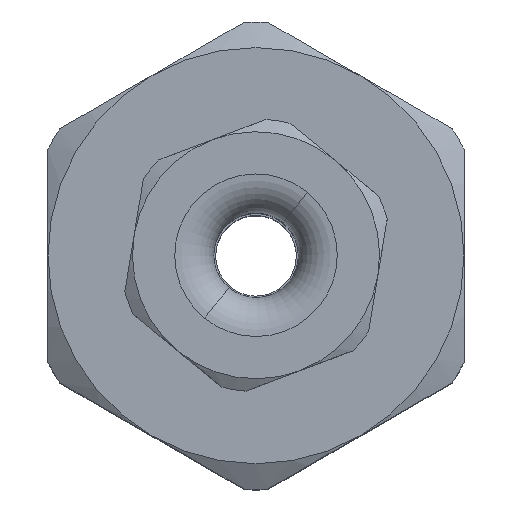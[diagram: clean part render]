
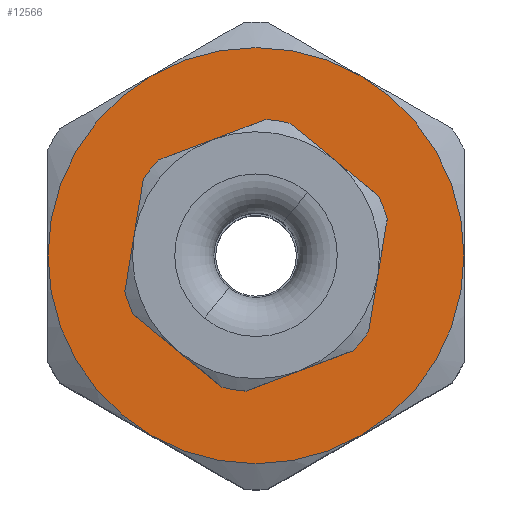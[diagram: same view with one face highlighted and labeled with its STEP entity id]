
A CAD part, top view. The second image highlights one B-rep face of the part: STEP entity #12566.
In plain terms, the highlighted planar face has unit normal (0, 0, 1).
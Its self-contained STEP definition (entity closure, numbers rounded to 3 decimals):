
#638 = CARTESIAN_POINT ( 'NONE',  ( 0., 0., 44. ) ) ;
#1157 = FACE_BOUND ( 'NONE', #32509, .T. ) ;
#1186 = VERTEX_POINT ( 'NONE', #20160 ) ;
#1249 = DIRECTION ( 'NONE',  ( 1., 0., 0. ) ) ;
#2112 = DIRECTION ( 'NONE',  ( 0., 0., 1. ) ) ;
#2135 = DIRECTION ( 'NONE',  ( 0., 0., -1. ) ) ;
#2773 = ORIENTED_EDGE ( 'NONE', *, *, #34649, .T. ) ;
#3920 = CARTESIAN_POINT ( 'NONE',  ( 0., 0., 44. ) ) ;
#4850 = CIRCLE ( 'NONE', #46001, 16. ) ;
#5877 = AXIS2_PLACEMENT_3D ( 'NONE', #24416, #37918, #11519 ) ;
#6902 = CIRCLE ( 'NONE', #10713, 16. ) ;
#7931 = ORIENTED_EDGE ( 'NONE', *, *, #58089, .T. ) ;
#9078 = CARTESIAN_POINT ( 'NONE',  ( -7.5, 0., 44. ) ) ;
#9610 = EDGE_CURVE ( 'NONE', #24403, #10269, #4850, .T. ) ;
#10213 = VERTEX_POINT ( 'NONE', #54564 ) ;
#10269 = VERTEX_POINT ( 'NONE', #40473 ) ;
#10586 = ORIENTED_EDGE ( 'NONE', *, *, #9610, .T. ) ;
#10713 = AXIS2_PLACEMENT_3D ( 'NONE', #638, #33280, #33853 ) ;
#10836 = DIRECTION ( 'NONE',  ( 1., 0., 0. ) ) ;
#10899 = DIRECTION ( 'NONE',  ( 1., 0., 0. ) ) ;
#11519 = DIRECTION ( 'NONE',  ( 1., 0., 0. ) ) ;
#11954 = EDGE_CURVE ( 'NONE', #58516, #52813, #41293, .T. ) ;
#12566 = ADVANCED_FACE ( 'NONE', ( #1157, #27819 ), #42778, .T. ) ;
#15382 = CARTESIAN_POINT ( 'NONE',  ( 0., 0., 44. ) ) ;
#16508 = ORIENTED_EDGE ( 'NONE', *, *, #22613, .T. ) ;
#17253 = CIRCLE ( 'NONE', #25861, 7.5 ) ;
#17718 = CIRCLE ( 'NONE', #31111, 16. ) ;
#19225 = EDGE_CURVE ( 'NONE', #10213, #24403, #17718, .T. ) ;
#20160 = CARTESIAN_POINT ( 'NONE',  ( 7.5, 0., 44. ) ) ;
#21410 = EDGE_CURVE ( 'NONE', #22645, #58516, #30548, .T. ) ;
#22613 = EDGE_CURVE ( 'NONE', #52813, #10213, #28068, .T. ) ;
#22645 = VERTEX_POINT ( 'NONE', #56934 ) ;
#23289 = DIRECTION ( 'NONE',  ( 1., 0., 0. ) ) ;
#24403 = VERTEX_POINT ( 'NONE', #32772 ) ;
#24416 = CARTESIAN_POINT ( 'NONE',  ( 0., 0., 44. ) ) ;
#24608 = CARTESIAN_POINT ( 'NONE',  ( 0., 0., 44. ) ) ;
#25150 = DIRECTION ( 'NONE',  ( 0., 0., 1. ) ) ;
#25861 = AXIS2_PLACEMENT_3D ( 'NONE', #24608, #2135, #10836 ) ;
#26040 = CARTESIAN_POINT ( 'NONE',  ( 0., 0., 44. ) ) ;
#26750 = AXIS2_PLACEMENT_3D ( 'NONE', #3920, #32581, #23289 ) ;
#26913 = ORIENTED_EDGE ( 'NONE', *, *, #30471, .T. ) ;
#27819 = FACE_OUTER_BOUND ( 'NONE', #40071, .T. ) ;
#28068 = CIRCLE ( 'NONE', #43379, 16. ) ;
#29379 = CARTESIAN_POINT ( 'NONE',  ( 0., 0., 44. ) ) ;
#30471 = EDGE_CURVE ( 'NONE', #1186, #34931, #17253, .T. ) ;
#30548 = CIRCLE ( 'NONE', #26750, 16. ) ;
#31111 = AXIS2_PLACEMENT_3D ( 'NONE', #38910, #43119, #56620 ) ;
#32509 = EDGE_LOOP ( 'NONE', ( #26913, #2773 ) ) ;
#32581 = DIRECTION ( 'NONE',  ( 0., 0., 1. ) ) ;
#32772 = CARTESIAN_POINT ( 'NONE',  ( -8., 13.856, 44. ) ) ;
#33280 = DIRECTION ( 'NONE',  ( 0., 0., 1. ) ) ;
#33668 = DIRECTION ( 'NONE',  ( 0., 0., -1. ) ) ;
#33853 = DIRECTION ( 'NONE',  ( 1., 0., 0. ) ) ;
#34113 = ORIENTED_EDGE ( 'NONE', *, *, #11954, .T. ) ;
#34182 = CIRCLE ( 'NONE', #41855, 7.5 ) ;
#34649 = EDGE_CURVE ( 'NONE', #34931, #1186, #34182, .T. ) ;
#34931 = VERTEX_POINT ( 'NONE', #9078 ) ;
#37918 = DIRECTION ( 'NONE',  ( 0., 0., 1. ) ) ;
#37999 = DIRECTION ( 'NONE',  ( 0., 0., 1. ) ) ;
#38910 = CARTESIAN_POINT ( 'NONE',  ( 0., 0., 44. ) ) ;
#40071 = EDGE_LOOP ( 'NONE', ( #34113, #16508, #46616, #10586, #7931, #50514 ) ) ;
#40352 = CARTESIAN_POINT ( 'NONE',  ( 16., 0., 44. ) ) ;
#40473 = CARTESIAN_POINT ( 'NONE',  ( -16., 0., 44. ) ) ;
#41293 = CIRCLE ( 'NONE', #5877, 16. ) ;
#41855 = AXIS2_PLACEMENT_3D ( 'NONE', #15382, #33668, #10899 ) ;
#42778 = PLANE ( 'NONE',  #56566 ) ;
#43119 = DIRECTION ( 'NONE',  ( 0., 0., 1. ) ) ;
#43379 = AXIS2_PLACEMENT_3D ( 'NONE', #26040, #25150, #44031 ) ;
#44031 = DIRECTION ( 'NONE',  ( 1., 0., 0. ) ) ;
#44247 = CARTESIAN_POINT ( 'NONE',  ( 8., -13.856, 44. ) ) ;
#46001 = AXIS2_PLACEMENT_3D ( 'NONE', #29379, #2112, #1249 ) ;
#46616 = ORIENTED_EDGE ( 'NONE', *, *, #19225, .T. ) ;
#50514 = ORIENTED_EDGE ( 'NONE', *, *, #21410, .T. ) ;
#51775 = CARTESIAN_POINT ( 'NONE',  ( 0., 0., 44. ) ) ;
#52813 = VERTEX_POINT ( 'NONE', #40352 ) ;
#54564 = CARTESIAN_POINT ( 'NONE',  ( 8., 13.856, 44. ) ) ;
#56282 = DIRECTION ( 'NONE',  ( 1., 0., 0. ) ) ;
#56566 = AXIS2_PLACEMENT_3D ( 'NONE', #51775, #37999, #56282 ) ;
#56620 = DIRECTION ( 'NONE',  ( 1., 0., 0. ) ) ;
#56934 = CARTESIAN_POINT ( 'NONE',  ( -8., -13.856, 44. ) ) ;
#58089 = EDGE_CURVE ( 'NONE', #10269, #22645, #6902, .T. ) ;
#58516 = VERTEX_POINT ( 'NONE', #44247 ) ;
